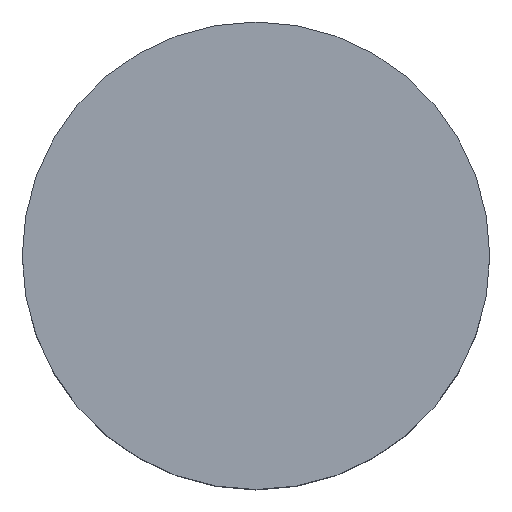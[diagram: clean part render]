
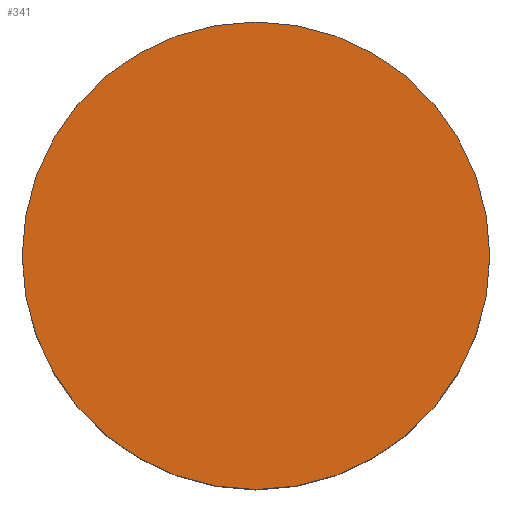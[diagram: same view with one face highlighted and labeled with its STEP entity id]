
A CAD part, top view. The second image highlights one B-rep face of the part: STEP entity #341.
In plain terms, the highlighted planar face has unit normal (0, 0, 1).
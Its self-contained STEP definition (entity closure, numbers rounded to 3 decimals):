
#8 = VERTEX_POINT ( 'NONE', #103 ) ;
#33 = DIRECTION ( 'NONE',  ( 0., 0., 1. ) ) ;
#57 = CIRCLE ( 'NONE', #295, 3. ) ;
#61 = CARTESIAN_POINT ( 'NONE',  ( 0., 0., 0. ) ) ;
#68 = DIRECTION ( 'NONE',  ( 1., 0., 0. ) ) ;
#80 = DIRECTION ( 'NONE',  ( 0., 0., 1. ) ) ;
#103 = CARTESIAN_POINT ( 'NONE',  ( -3., 0., 0. ) ) ;
#115 = EDGE_CURVE ( 'NONE', #8, #149, #57, .T. ) ;
#116 = EDGE_LOOP ( 'NONE', ( #229, #231 ) ) ;
#128 = CARTESIAN_POINT ( 'NONE',  ( 3., 0., 0. ) ) ;
#129 = CARTESIAN_POINT ( 'NONE',  ( 0., 0., 0. ) ) ;
#132 = AXIS2_PLACEMENT_3D ( 'NONE', #61, #33, #310 ) ;
#149 = VERTEX_POINT ( 'NONE', #128 ) ;
#151 = AXIS2_PLACEMENT_3D ( 'NONE', #193, #301, #68 ) ;
#193 = CARTESIAN_POINT ( 'NONE',  ( 0., 0., 0. ) ) ;
#210 = DIRECTION ( 'NONE',  ( 1., 0., 0. ) ) ;
#229 = ORIENTED_EDGE ( 'NONE', *, *, #302, .T. ) ;
#231 = ORIENTED_EDGE ( 'NONE', *, *, #115, .T. ) ;
#271 = FACE_OUTER_BOUND ( 'NONE', #116, .T. ) ;
#295 = AXIS2_PLACEMENT_3D ( 'NONE', #129, #80, #210 ) ;
#296 = PLANE ( 'NONE',  #132 ) ;
#301 = DIRECTION ( 'NONE',  ( 0., 0., 1. ) ) ;
#302 = EDGE_CURVE ( 'NONE', #149, #8, #303, .T. ) ;
#303 = CIRCLE ( 'NONE', #151, 3. ) ;
#310 = DIRECTION ( 'NONE',  ( 1., 0., 0. ) ) ;
#341 = ADVANCED_FACE ( 'NONE', ( #271 ), #296, .T. ) ;
